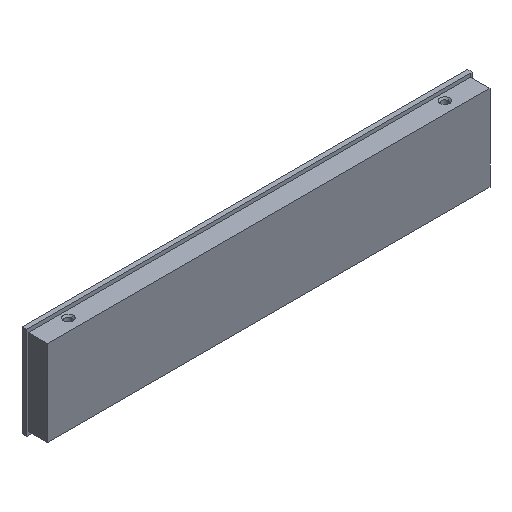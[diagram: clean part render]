
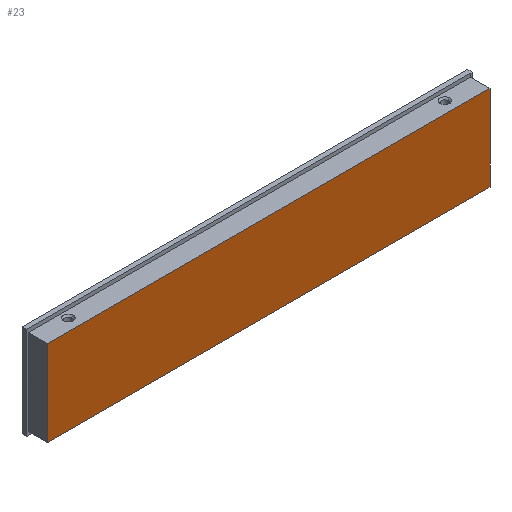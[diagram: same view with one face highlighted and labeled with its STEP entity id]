
A CAD part, isometric view. The second image highlights one B-rep face of the part: STEP entity #23.
In plain terms, the highlighted planar face has unit normal (0, -1, 0).
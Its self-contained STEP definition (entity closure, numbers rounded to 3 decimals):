
#23=ADVANCED_FACE('',(#55),#453,.T.);
#55=FACE_OUTER_BOUND('',#87,.T.);
#87=EDGE_LOOP('',(#144,#145,#146,#147));
#144=ORIENTED_EDGE('',*,*,#311,.T.);
#145=ORIENTED_EDGE('',*,*,#319,.T.);
#146=ORIENTED_EDGE('',*,*,#262,.T.);
#147=ORIENTED_EDGE('',*,*,#263,.T.);
#262=EDGE_CURVE('',#396,#397,#346,.T.);
#263=EDGE_CURVE('',#397,#430,#347,.T.);
#311=EDGE_CURVE('',#430,#431,#379,.T.);
#319=EDGE_CURVE('',#431,#396,#387,.T.);
#346=B_SPLINE_CURVE_WITH_KNOTS('',1,(#994,#995),.UNSPECIFIED.,.F.,.F.,(2,
2),(0.,50.),.UNSPECIFIED.);
#347=B_SPLINE_CURVE_WITH_KNOTS('',1,(#996,#997),.UNSPECIFIED.,.F.,.F.,(2,
2),(0.,258.199),.UNSPECIFIED.);
#379=B_SPLINE_CURVE_WITH_KNOTS('',1,(#1388,#1389),.UNSPECIFIED.,.F.,.F.,
(2,2),(2.083,52.083),.UNSPECIFIED.);
#387=B_SPLINE_CURVE_WITH_KNOTS('',1,(#1404,#1405),.UNSPECIFIED.,.F.,.F.,
(2,2),(2.,260.199),.UNSPECIFIED.);
#396=VERTEX_POINT('',#942);
#397=VERTEX_POINT('',#943);
#430=VERTEX_POINT('',#976);
#431=VERTEX_POINT('',#977);
#453=PLANE('',#555);
#555=AXIS2_PLACEMENT_3D('',#613,#580,$);
#580=DIRECTION('',(0.,-1.,0.));
#613=CARTESIAN_POINT('',(-156.24,-5.958,57.203));
#942=CARTESIAN_POINT('',(-130.1,-5.958,52.083));
#943=CARTESIAN_POINT('',(-130.1,-5.958,2.083));
#976=CARTESIAN_POINT('',(128.1,-5.958,2.083));
#977=CARTESIAN_POINT('',(128.1,-5.958,52.083));
#994=CARTESIAN_POINT('',(-130.1,-5.958,52.083));
#995=CARTESIAN_POINT('',(-130.1,-5.958,2.083));
#996=CARTESIAN_POINT('',(-130.1,-5.958,2.083));
#997=CARTESIAN_POINT('',(128.1,-5.958,2.083));
#1388=CARTESIAN_POINT('',(128.1,-5.958,2.083));
#1389=CARTESIAN_POINT('',(128.1,-5.958,52.083));
#1404=CARTESIAN_POINT('',(128.1,-5.958,52.083));
#1405=CARTESIAN_POINT('',(-130.1,-5.958,52.083));
